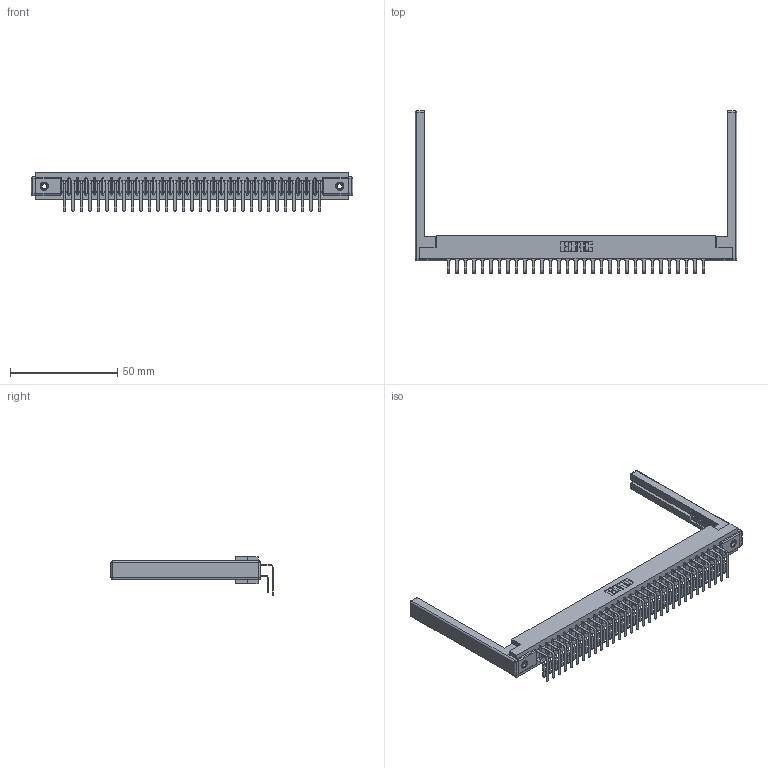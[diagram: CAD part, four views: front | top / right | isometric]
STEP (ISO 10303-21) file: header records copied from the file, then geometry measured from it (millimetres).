
FILE_DESCRIPTION (( 'STEP AP203' ), '1' );
FILE_NAME ('357-031-459-168.STEP', '2020-10-02T03:23:31', ( '' ), ( '' ), 'SwSTEP 2.0', 'SolidWorks 2020', '' );
FILE_SCHEMA (( 'CONFIG_CONTROL_DESIGN' ));
Length unit declared in the file: inch
Products named in the file (6): 307-290-001_559 - 2 (Single); 307 Part_.156 Dia Mounting Holes; 345-250-001_345-250-001-102; 307-220-068; 357-031-459-168; 307-290-001_558 559 - 1 (Single)
Assembly tree (67 placements, depth 2):
  357-031-459-168
    307 Part_.156 Dia Mounting Holes
    307-290-001_558 559 - 1 (Single)  x31
    307-290-001_559 - 2 (Single)  x31
    307-220-068  x2
    345-250-001_345-250-001-102  x2
Bounding box: 150.27 x 75.65 x 18.07 mm (x, y, z)
Volume: 20556.6 mm3; surface area: 25153.4 mm2
Topology: 67 solids, 67 shells, 3404 faces, 9517 edges, 6154 vertices
Faces by surface type: plane 2204, cylinder 1112, sphere 72, cone 12, torus 4
Entity records: 33130 total; most frequent: CARTESIAN_POINT 5402, ORIENTED_EDGE 5344, DIRECTION 5310, EDGE_CURVE 2672, LINE 2042, VECTOR 2042, VERTEX_POINT 1726, AXIS2_PLACEMENT_3D 1634
